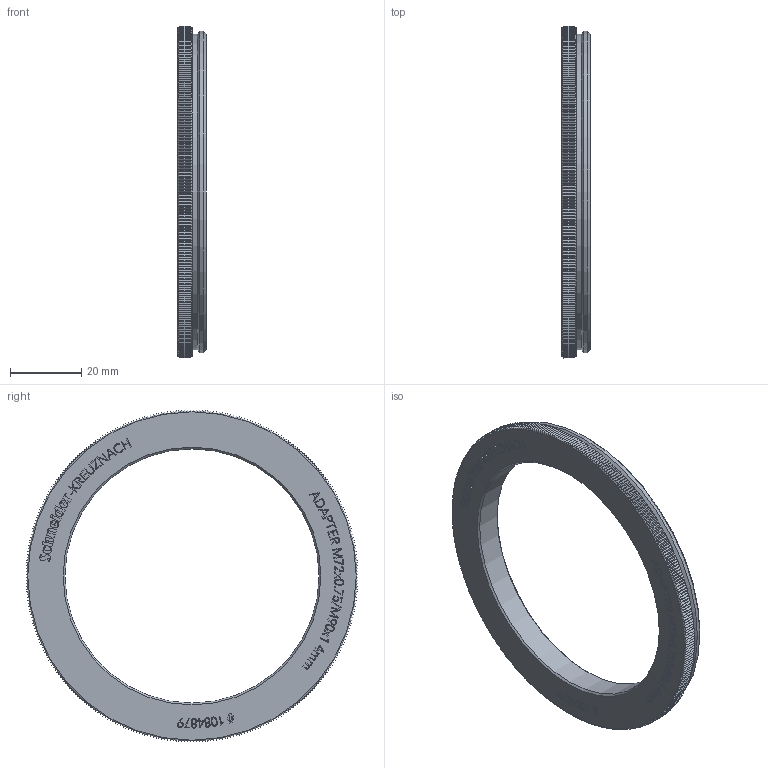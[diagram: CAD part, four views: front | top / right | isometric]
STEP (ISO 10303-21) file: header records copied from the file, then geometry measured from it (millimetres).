
FILE_DESCRIPTION(/* description */ (''),/* implementation_level */ '2;1');
FILE_NAME(/* name */ '1084879_00166872_001.stp',/* time_stamp */ '2022-04-27T13:31:15+02:00',/* author */ (''),/* organization */ (''),/* preprocessor_version */ 'ST-DEVELOPER v16',/* originating_system */ 'SIEMENS PLM Software NX 10.0',/* authorisation */ '');
FILE_SCHEMA (('AP203_CONFIGURATION_CONTROLLED_3D_DESIGN_OF_MECHANICAL_PARTS_AND_ASSEMBLIES_MIM_LF { 1 0 10303 403 2 1 2}'));
Length unit declared in the file: millimetre
Products named in the file (1): Froe4BBCDF7Azfx0
Bounding box: 7.9 x 93 x 93 mm (x, y, z)
Volume: 18157.6 mm3; surface area: 9803 mm2
Topology: 1 solids, 1 shells, 1292 faces, 3638 edges, 2423 vertices
Faces by surface type: plane 1133, extrusion 150, cone 6, cylinder 3
Full cylindrical faces by diameter (mm): 71.188 x1, 88.5 x1, 90 x1
Entity records: 47398 total; most frequent: CARTESIAN_POINT 19447, ORIENTED_EDGE 7244, EDGE_CURVE 3622, DIRECTION 3297, B_SPLINE_CURVE_WITH_KNOTS 2922, VERTEX_POINT 2423, EDGE_LOOP 1385, ADVANCED_FACE 1292
